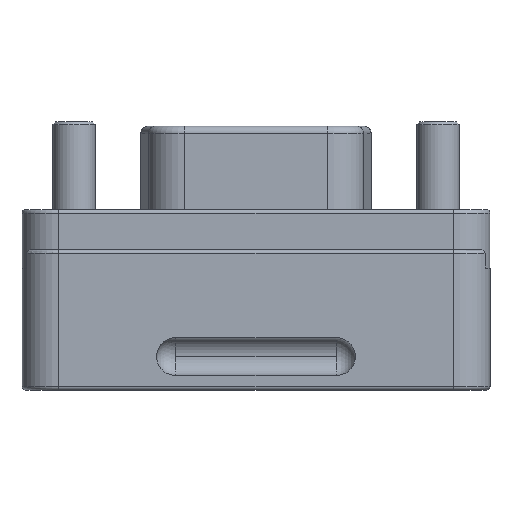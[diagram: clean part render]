
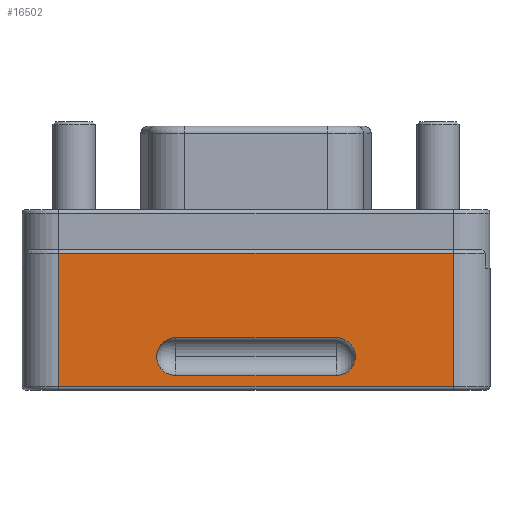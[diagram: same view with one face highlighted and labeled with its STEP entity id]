
A CAD part, front view. The second image highlights one B-rep face of the part: STEP entity #16502.
In plain terms, the highlighted planar face has unit normal (0, -1, 0).
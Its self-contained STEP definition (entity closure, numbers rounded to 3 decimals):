
#1457 = ORIENTED_EDGE ( 'NONE', *, *, #7316, .T. ) ;
#1494 = VECTOR ( 'NONE', #5547, 1000. ) ;
#1675 = LINE ( 'NONE', #2669, #1494 ) ;
#1835 = CARTESIAN_POINT ( 'NONE',  ( 10.5, 0., 2.3 ) ) ;
#1886 = DIRECTION ( 'NONE',  ( 1., 0., 0. ) ) ;
#1942 = LINE ( 'NONE', #2033, #6906 ) ;
#2033 = CARTESIAN_POINT ( 'NONE',  ( 10.5, 0., 1. ) ) ;
#2546 = EDGE_LOOP ( 'NONE', ( #8290, #13540, #1457, #11436 ) ) ;
#2669 = CARTESIAN_POINT ( 'NONE',  ( 10.5, 0., 3.6 ) ) ;
#3012 = VECTOR ( 'NONE', #4794, 1000. ) ;
#3059 = FACE_BOUND ( 'NONE', #9482, .T. ) ;
#3286 = EDGE_CURVE ( 'NONE', #11871, #14150, #7207, .T. ) ;
#3324 = DIRECTION ( 'NONE',  ( 0., 0., 1. ) ) ;
#4070 = CARTESIAN_POINT ( 'NONE',  ( 2.5, 0., 0.25 ) ) ;
#4794 = DIRECTION ( 'NONE',  ( -1., 0., 0. ) ) ;
#4976 = DIRECTION ( 'NONE',  ( 0., 0., 1. ) ) ;
#5476 = EDGE_CURVE ( 'NONE', #14150, #17336, #1942, .T. ) ;
#5547 = DIRECTION ( 'NONE',  ( 1., 0., 0. ) ) ;
#6407 = VERTEX_POINT ( 'NONE', #17126 ) ;
#6671 = VECTOR ( 'NONE', #16213, 1000. ) ;
#6696 = DIRECTION ( 'NONE',  ( 0., 0., 1. ) ) ;
#6906 = VECTOR ( 'NONE', #12749, 1000. ) ;
#6984 = EDGE_CURVE ( 'NONE', #15285, #11871, #1675, .T. ) ;
#7207 = CIRCLE ( 'NONE', #11796, 1.3 ) ;
#7298 = DIRECTION ( 'NONE',  ( 0., 1., 0. ) ) ;
#7316 = EDGE_CURVE ( 'NONE', #6407, #11079, #17270, .T. ) ;
#7776 = CARTESIAN_POINT ( 'NONE',  ( 29.5, 0., 9.35 ) ) ;
#8038 = CARTESIAN_POINT ( 'NONE',  ( 2.5, 0., 9.6 ) ) ;
#8290 = ORIENTED_EDGE ( 'NONE', *, *, #8979, .T. ) ;
#8531 = CARTESIAN_POINT ( 'NONE',  ( 32., 0., 9.6 ) ) ;
#8606 = VECTOR ( 'NONE', #4976, 1000. ) ;
#8706 = CARTESIAN_POINT ( 'NONE',  ( 29.5, 0., 0.25 ) ) ;
#8979 = EDGE_CURVE ( 'NONE', #14224, #13773, #14595, .T. ) ;
#9446 = ORIENTED_EDGE ( 'NONE', *, *, #6984, .T. ) ;
#9482 = EDGE_LOOP ( 'NONE', ( #14440, #9446, #16026, #17562 ) ) ;
#9600 = EDGE_CURVE ( 'NONE', #13773, #6407, #13935, .T. ) ;
#9760 = CARTESIAN_POINT ( 'NONE',  ( 2.5, 0., 9.35 ) ) ;
#9818 = VECTOR ( 'NONE', #1886, 1000. ) ;
#10150 = CARTESIAN_POINT ( 'NONE',  ( 21.5, 0., 1. ) ) ;
#10357 = LINE ( 'NONE', #14685, #3012 ) ;
#10809 = FACE_OUTER_BOUND ( 'NONE', #2546, .T. ) ;
#11079 = VERTEX_POINT ( 'NONE', #7776 ) ;
#11348 = CARTESIAN_POINT ( 'NONE',  ( 21.5, 0., 2.3 ) ) ;
#11436 = ORIENTED_EDGE ( 'NONE', *, *, #16359, .T. ) ;
#11796 = AXIS2_PLACEMENT_3D ( 'NONE', #11348, #15643, #3324 ) ;
#11871 = VERTEX_POINT ( 'NONE', #16672 ) ;
#12305 = AXIS2_PLACEMENT_3D ( 'NONE', #1835, #7298, #12793 ) ;
#12690 = DIRECTION ( 'NONE',  ( 0., 1., 0. ) ) ;
#12749 = DIRECTION ( 'NONE',  ( -1., 0., 0. ) ) ;
#12793 = DIRECTION ( 'NONE',  ( 0., 0., 1. ) ) ;
#13540 = ORIENTED_EDGE ( 'NONE', *, *, #9600, .T. ) ;
#13773 = VERTEX_POINT ( 'NONE', #4070 ) ;
#13935 = LINE ( 'NONE', #8706, #9818 ) ;
#13968 = EDGE_CURVE ( 'NONE', #17336, #15285, #14024, .T. ) ;
#14024 = CIRCLE ( 'NONE', #12305, 1.3 ) ;
#14150 = VERTEX_POINT ( 'NONE', #10150 ) ;
#14224 = VERTEX_POINT ( 'NONE', #9760 ) ;
#14440 = ORIENTED_EDGE ( 'NONE', *, *, #13968, .T. ) ;
#14595 = LINE ( 'NONE', #8038, #6671 ) ;
#14685 = CARTESIAN_POINT ( 'NONE',  ( 32., 0., 9.35 ) ) ;
#15235 = CARTESIAN_POINT ( 'NONE',  ( 10.5, 0., 1. ) ) ;
#15285 = VERTEX_POINT ( 'NONE', #17245 ) ;
#15643 = DIRECTION ( 'NONE',  ( 0., 1., 0. ) ) ;
#16019 = CARTESIAN_POINT ( 'NONE',  ( 29.5, 0., 9.6 ) ) ;
#16026 = ORIENTED_EDGE ( 'NONE', *, *, #3286, .T. ) ;
#16213 = DIRECTION ( 'NONE',  ( 0., 0., -1. ) ) ;
#16359 = EDGE_CURVE ( 'NONE', #11079, #14224, #10357, .T. ) ;
#16502 = ADVANCED_FACE ( 'NONE', ( #10809, #3059 ), #17625, .F. ) ;
#16672 = CARTESIAN_POINT ( 'NONE',  ( 21.5, 0., 3.6 ) ) ;
#17126 = CARTESIAN_POINT ( 'NONE',  ( 29.5, 0., 0.25 ) ) ;
#17245 = CARTESIAN_POINT ( 'NONE',  ( 10.5, 0., 3.6 ) ) ;
#17270 = LINE ( 'NONE', #16019, #8606 ) ;
#17336 = VERTEX_POINT ( 'NONE', #15235 ) ;
#17562 = ORIENTED_EDGE ( 'NONE', *, *, #5476, .T. ) ;
#17625 = PLANE ( 'NONE',  #17715 ) ;
#17715 = AXIS2_PLACEMENT_3D ( 'NONE', #8531, #12690, #6696 ) ;
